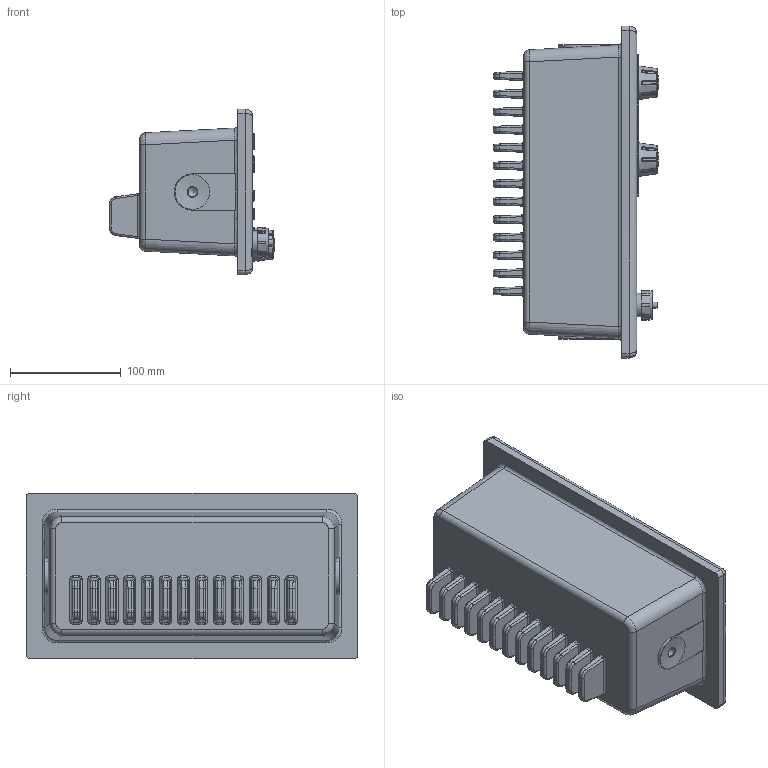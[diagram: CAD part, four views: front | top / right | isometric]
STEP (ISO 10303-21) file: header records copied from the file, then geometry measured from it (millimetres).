
FILE_DESCRIPTION(('FreeCAD Model'),'2;1');
FILE_NAME('Open CASCADE Shape Model','2025-05-03T11:30:15',('FreeCAD'),( 'FreeCAD'),'Open CASCADE STEP processor 7.6','FreeCAD','Unknown');
FILE_SCHEMA(('AUTOMOTIVE_DESIGN { 1 0 10303 214 1 1 1 1 }'));
Products named in the file (1): Open CASCADE STEP translator 7.6 1
Bounding box: 149.05 x 299.46 x 149.73 mm (x, y, z)
Volume: 3275180.5 mm3; surface area: 199277.3 mm2
Topology: 2 solids, 2 shells, 1044 faces, 2574 edges, 1633 vertices
Faces by surface type: bspline 1044
Entity records: 33387 total; most frequent: CARTESIAN_POINT 19561, ORIENTED_EDGE 4898, EDGE_CURVE 2449, VERTEX_POINT 1463, B_SPLINE_CURVE_WITH_KNOTS 1327, FACE_BOUND 1098, EDGE_LOOP 1098, ADVANCED_FACE 1044
